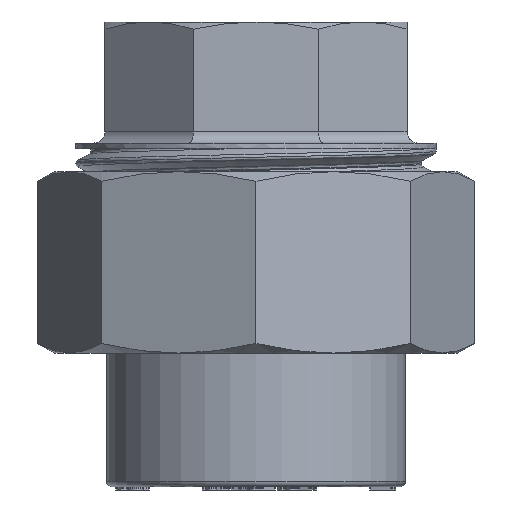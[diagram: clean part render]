
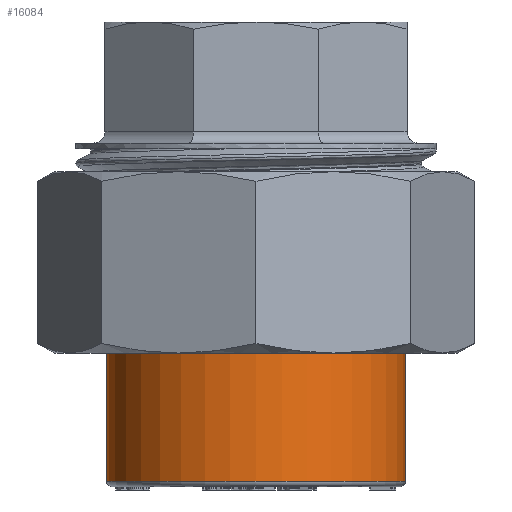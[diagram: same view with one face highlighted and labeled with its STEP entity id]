
A CAD part, front view. The second image highlights one B-rep face of the part: STEP entity #16084.
In plain terms, the highlighted cylindrical face has radius 13.7 mm (diameter 27.4 mm), a full revolution.
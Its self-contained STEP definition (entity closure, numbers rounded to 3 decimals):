
#151=CYLINDRICAL_SURFACE('',#16981,13.7);
#846=LINE('',#23012,#3004);
#3004=VECTOR('',#18432,13.7);
#4661=FACE_OUTER_BOUND('',#5539,.T.);
#5539=EDGE_LOOP('',(#11029,#11030,#11031,#11032,#11033));
#6423=CIRCLE('',#16982,13.7);
#6424=CIRCLE('',#16983,13.7);
#6425=CIRCLE('',#16984,13.7);
#7021=VERTEX_POINT('',#23007);
#7022=VERTEX_POINT('',#23008);
#7023=VERTEX_POINT('',#23011);
#8616=EDGE_CURVE('',#7021,#7022,#6423,.T.);
#8617=EDGE_CURVE('',#7022,#7021,#6424,.T.);
#8618=EDGE_CURVE('',#7021,#7023,#846,.T.);
#8619=EDGE_CURVE('',#7023,#7023,#6425,.T.);
#11029=ORIENTED_EDGE('',*,*,#8616,.T.);
#11030=ORIENTED_EDGE('',*,*,#8617,.T.);
#11031=ORIENTED_EDGE('',*,*,#8618,.T.);
#11032=ORIENTED_EDGE('',*,*,#8619,.T.);
#11033=ORIENTED_EDGE('',*,*,#8618,.F.);
#16084=ADVANCED_FACE('',(#4661),#151,.T.);
#16981=AXIS2_PLACEMENT_3D('',#23006,#18426,#18427);
#16982=AXIS2_PLACEMENT_3D('',#23009,#18428,#18429);
#16983=AXIS2_PLACEMENT_3D('',#23010,#18430,#18431);
#16984=AXIS2_PLACEMENT_3D('',#23013,#18433,#18434);
#18426=DIRECTION('center_axis',(0.,0.,-1.));
#18427=DIRECTION('ref_axis',(1.,0.,0.));
#18428=DIRECTION('center_axis',(0.,0.,1.));
#18429=DIRECTION('ref_axis',(-1.,0.,0.));
#18430=DIRECTION('center_axis',(0.,0.,1.));
#18431=DIRECTION('ref_axis',(-1.,0.,0.));
#18432=DIRECTION('',(0.,0.,1.));
#18433=DIRECTION('center_axis',(0.,0.,-1.));
#18434=DIRECTION('ref_axis',(1.,0.,0.));
#23006=CARTESIAN_POINT('Origin',(0.,-56.,16.9));
#23007=CARTESIAN_POINT('',(-13.7,-56.,-2.5));
#23008=CARTESIAN_POINT('',(13.7,-56.,-2.5));
#23009=CARTESIAN_POINT('Origin',(0.,-56.,-2.5));
#23010=CARTESIAN_POINT('Origin',(0.,-56.,-2.5));
#23011=CARTESIAN_POINT('',(-13.7,-56.,11.9));
#23012=CARTESIAN_POINT('',(-13.7,-56.,16.9));
#23013=CARTESIAN_POINT('Origin',(0.,-56.,11.9));
